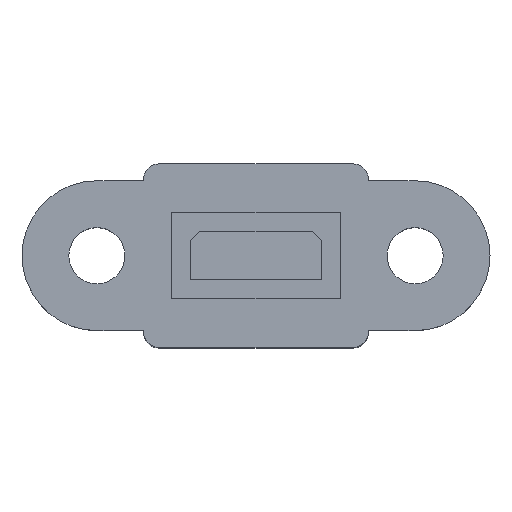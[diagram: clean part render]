
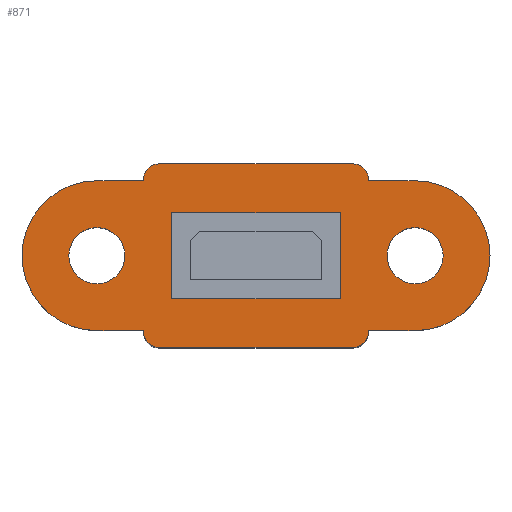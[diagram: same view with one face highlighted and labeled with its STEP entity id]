
A CAD part, top view. The second image highlights one B-rep face of the part: STEP entity #871.
In plain terms, the highlighted planar face has unit normal (0, 0, 1).
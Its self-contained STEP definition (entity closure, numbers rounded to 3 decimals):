
#22=FACE_BOUND('',#154,.T.);
#23=FACE_BOUND('',#155,.T.);
#24=FACE_BOUND('',#156,.T.);
#38=CIRCLE('',#932,4.);
#46=CIRCLE('',#946,1.5);
#47=CIRCLE('',#950,4.);
#49=CIRCLE('',#954,1.5);
#51=CIRCLE('',#958,0.8);
#52=CIRCLE('',#960,0.8);
#53=CIRCLE('',#961,0.8);
#54=CIRCLE('',#962,0.8);
#101=FACE_OUTER_BOUND('',#153,.T.);
#153=EDGE_LOOP('',(#686,#687,#688,#689,#690,#691,#692,#693,#694,#695,#696,
#697,#698,#699,#700,#701));
#154=EDGE_LOOP('',(#702,#703,#704,#705,#706,#707));
#155=EDGE_LOOP('',(#708));
#156=EDGE_LOOP('',(#709));
#179=LINE('',#1241,#271);
#183=LINE('',#1249,#275);
#186=LINE('',#1255,#278);
#189=LINE('',#1261,#281);
#192=LINE('',#1267,#284);
#195=LINE('',#1272,#287);
#204=LINE('',#1314,#296);
#208=LINE('',#1323,#300);
#216=LINE('',#1357,#308);
#219=LINE('',#1363,#311);
#221=LINE('',#1369,#313);
#225=LINE('',#1376,#317);
#229=LINE('',#1393,#321);
#230=LINE('',#1396,#322);
#231=LINE('',#1398,#323);
#232=LINE('',#1402,#324);
#271=VECTOR('',#989,10.);
#275=VECTOR('',#995,10.);
#278=VECTOR('',#1000,10.);
#281=VECTOR('',#1005,10.);
#284=VECTOR('',#1010,10.);
#287=VECTOR('',#1015,10.);
#296=VECTOR('',#1062,10.);
#300=VECTOR('',#1072,10.);
#308=VECTOR('',#1108,10.);
#311=VECTOR('',#1113,10.);
#313=VECTOR('',#1121,10.);
#317=VECTOR('',#1125,10.);
#321=VECTOR('',#1145,10.);
#322=VECTOR('',#1148,10.);
#323=VECTOR('',#1149,10.);
#324=VECTOR('',#1152,10.);
#363=VERTEX_POINT('',#1239);
#364=VERTEX_POINT('',#1240);
#367=VERTEX_POINT('',#1248);
#369=VERTEX_POINT('',#1254);
#371=VERTEX_POINT('',#1260);
#373=VERTEX_POINT('',#1266);
#387=VERTEX_POINT('',#1311);
#388=VERTEX_POINT('',#1313);
#389=VERTEX_POINT('',#1317);
#390=VERTEX_POINT('',#1321);
#400=VERTEX_POINT('',#1350);
#401=VERTEX_POINT('',#1354);
#402=VERTEX_POINT('',#1356);
#403=VERTEX_POINT('',#1360);
#404=VERTEX_POINT('',#1362);
#405=VERTEX_POINT('',#1368);
#408=VERTEX_POINT('',#1374);
#410=VERTEX_POINT('',#1380);
#412=VERTEX_POINT('',#1388);
#413=VERTEX_POINT('',#1392);
#414=VERTEX_POINT('',#1394);
#415=VERTEX_POINT('',#1397);
#416=VERTEX_POINT('',#1399);
#417=VERTEX_POINT('',#1401);
#443=EDGE_CURVE('',#363,#364,#179,.T.);
#447=EDGE_CURVE('',#367,#363,#183,.T.);
#450=EDGE_CURVE('',#369,#367,#186,.T.);
#453=EDGE_CURVE('',#371,#369,#189,.T.);
#456=EDGE_CURVE('',#373,#371,#192,.T.);
#459=EDGE_CURVE('',#364,#373,#195,.T.);
#478=EDGE_CURVE('',#388,#387,#204,.T.);
#481=EDGE_CURVE('',#387,#389,#38,.T.);
#483=EDGE_CURVE('',#389,#390,#208,.T.);
#497=EDGE_CURVE('',#400,#400,#46,.T.);
#499=EDGE_CURVE('',#401,#402,#216,.T.);
#502=EDGE_CURVE('',#403,#404,#219,.T.);
#504=EDGE_CURVE('',#404,#401,#47,.T.);
#505=EDGE_CURVE('',#402,#405,#221,.T.);
#509=EDGE_CURVE('',#408,#403,#225,.T.);
#512=EDGE_CURVE('',#410,#410,#49,.T.);
#516=EDGE_CURVE('',#412,#408,#51,.T.);
#517=EDGE_CURVE('',#413,#412,#229,.T.);
#518=EDGE_CURVE('',#414,#413,#52,.T.);
#519=EDGE_CURVE('',#388,#414,#230,.T.);
#520=EDGE_CURVE('',#415,#390,#231,.T.);
#521=EDGE_CURVE('',#416,#415,#53,.T.);
#522=EDGE_CURVE('',#417,#416,#232,.T.);
#523=EDGE_CURVE('',#405,#417,#54,.T.);
#686=ORIENTED_EDGE('',*,*,#516,.F.);
#687=ORIENTED_EDGE('',*,*,#517,.F.);
#688=ORIENTED_EDGE('',*,*,#518,.F.);
#689=ORIENTED_EDGE('',*,*,#519,.F.);
#690=ORIENTED_EDGE('',*,*,#478,.T.);
#691=ORIENTED_EDGE('',*,*,#481,.T.);
#692=ORIENTED_EDGE('',*,*,#483,.T.);
#693=ORIENTED_EDGE('',*,*,#520,.F.);
#694=ORIENTED_EDGE('',*,*,#521,.F.);
#695=ORIENTED_EDGE('',*,*,#522,.F.);
#696=ORIENTED_EDGE('',*,*,#523,.F.);
#697=ORIENTED_EDGE('',*,*,#505,.F.);
#698=ORIENTED_EDGE('',*,*,#499,.F.);
#699=ORIENTED_EDGE('',*,*,#504,.F.);
#700=ORIENTED_EDGE('',*,*,#502,.F.);
#701=ORIENTED_EDGE('',*,*,#509,.F.);
#702=ORIENTED_EDGE('',*,*,#443,.T.);
#703=ORIENTED_EDGE('',*,*,#459,.T.);
#704=ORIENTED_EDGE('',*,*,#456,.T.);
#705=ORIENTED_EDGE('',*,*,#453,.T.);
#706=ORIENTED_EDGE('',*,*,#450,.T.);
#707=ORIENTED_EDGE('',*,*,#447,.T.);
#708=ORIENTED_EDGE('',*,*,#497,.F.);
#709=ORIENTED_EDGE('',*,*,#512,.T.);
#825=PLANE('',#959);
#871=ADVANCED_FACE('',(#101,#22,#23,#24),#825,.T.);
#932=AXIS2_PLACEMENT_3D('',#1319,#1067,#1068);
#946=AXIS2_PLACEMENT_3D('',#1352,#1103,#1104);
#950=AXIS2_PLACEMENT_3D('',#1366,#1117,#1118);
#954=AXIS2_PLACEMENT_3D('',#1382,#1131,#1132);
#958=AXIS2_PLACEMENT_3D('',#1390,#1141,#1142);
#959=AXIS2_PLACEMENT_3D('',#1391,#1143,#1144);
#960=AXIS2_PLACEMENT_3D('',#1395,#1146,#1147);
#961=AXIS2_PLACEMENT_3D('',#1400,#1150,#1151);
#962=AXIS2_PLACEMENT_3D('',#1403,#1153,#1154);
#989=DIRECTION('',(-1.,0.,0.));
#995=DIRECTION('',(0.,-1.,0.));
#1000=DIRECTION('',(0.707,-0.707,0.));
#1005=DIRECTION('',(1.,0.,0.));
#1010=DIRECTION('',(0.707,0.707,0.));
#1015=DIRECTION('',(0.,1.,0.));
#1062=DIRECTION('',(-1.,0.,0.));
#1067=DIRECTION('center_axis',(0.,0.,1.));
#1068=DIRECTION('ref_axis',(0.,1.,0.));
#1072=DIRECTION('',(1.,0.,0.));
#1103=DIRECTION('center_axis',(0.,0.,1.));
#1104=DIRECTION('ref_axis',(-1.,0.,0.));
#1108=DIRECTION('',(-1.,0.,0.));
#1113=DIRECTION('',(1.,0.,0.));
#1117=DIRECTION('center_axis',(0.,0.,-1.));
#1118=DIRECTION('ref_axis',(0.,1.,0.));
#1121=DIRECTION('',(0.,-1.,0.));
#1125=DIRECTION('',(0.,-1.,0.));
#1131=DIRECTION('center_axis',(0.,0.,-1.));
#1132=DIRECTION('ref_axis',(1.,0.,0.));
#1141=DIRECTION('center_axis',(0.,0.,-1.));
#1142=DIRECTION('ref_axis',(0.707,0.707,0.));
#1143=DIRECTION('center_axis',(0.,0.,1.));
#1144=DIRECTION('ref_axis',(1.,0.,0.));
#1145=DIRECTION('',(1.,0.,0.));
#1146=DIRECTION('center_axis',(0.,0.,-1.));
#1147=DIRECTION('ref_axis',(-0.707,0.707,0.));
#1148=DIRECTION('',(0.,1.,0.));
#1149=DIRECTION('',(0.,1.,0.));
#1150=DIRECTION('center_axis',(0.,0.,-1.));
#1151=DIRECTION('ref_axis',(-0.707,-0.707,0.));
#1152=DIRECTION('',(-1.,0.,0.));
#1153=DIRECTION('center_axis',(0.,0.,-1.));
#1154=DIRECTION('ref_axis',(0.707,-0.707,0.));
#1239=CARTESIAN_POINT('',(3.5,-1.3,0.));
#1240=CARTESIAN_POINT('',(-3.5,-1.3,0.));
#1241=CARTESIAN_POINT('',(1.75,-1.3,0.));
#1248=CARTESIAN_POINT('',(3.5,0.8,0.));
#1249=CARTESIAN_POINT('',(3.5,0.4,0.));
#1254=CARTESIAN_POINT('',(3.,1.3,0.));
#1255=CARTESIAN_POINT('',(2.575,1.725,0.));
#1260=CARTESIAN_POINT('',(-3.,1.3,0.));
#1261=CARTESIAN_POINT('',(-1.5,1.3,0.));
#1266=CARTESIAN_POINT('',(-3.5,0.8,0.));
#1267=CARTESIAN_POINT('',(-2.825,1.475,0.));
#1272=CARTESIAN_POINT('',(-3.5,-0.65,0.));
#1311=CARTESIAN_POINT('',(-8.5,4.,0.));
#1313=CARTESIAN_POINT('',(-6.,4.,0.));
#1314=CARTESIAN_POINT('',(0.,4.,0.));
#1317=CARTESIAN_POINT('',(-8.5,-4.,0.));
#1319=CARTESIAN_POINT('Origin',(-8.5,0.,0.));
#1321=CARTESIAN_POINT('',(-6.,-4.,0.));
#1323=CARTESIAN_POINT('',(-8.5,-4.,0.));
#1350=CARTESIAN_POINT('',(10.,0.,0.));
#1352=CARTESIAN_POINT('Origin',(8.5,0.,0.));
#1354=CARTESIAN_POINT('',(8.5,-4.,0.));
#1356=CARTESIAN_POINT('',(6.,-4.,0.));
#1357=CARTESIAN_POINT('',(8.5,-4.,0.));
#1360=CARTESIAN_POINT('',(6.,4.,0.));
#1362=CARTESIAN_POINT('',(8.5,4.,0.));
#1363=CARTESIAN_POINT('',(0.,4.,0.));
#1366=CARTESIAN_POINT('Origin',(8.5,0.,0.));
#1368=CARTESIAN_POINT('',(6.,-4.1,0.));
#1369=CARTESIAN_POINT('',(6.,4.9,0.));
#1374=CARTESIAN_POINT('',(6.,4.1,0.));
#1376=CARTESIAN_POINT('',(6.,4.9,0.));
#1380=CARTESIAN_POINT('',(-10.,0.,0.));
#1382=CARTESIAN_POINT('Origin',(-8.5,0.,0.));
#1388=CARTESIAN_POINT('',(5.2,4.9,0.));
#1390=CARTESIAN_POINT('Origin',(5.2,4.1,0.));
#1391=CARTESIAN_POINT('Origin',(0.,0.,0.));
#1392=CARTESIAN_POINT('',(-5.2,4.9,0.));
#1393=CARTESIAN_POINT('',(-6.,4.9,0.));
#1394=CARTESIAN_POINT('',(-6.,4.1,0.));
#1395=CARTESIAN_POINT('Origin',(-5.2,4.1,0.));
#1396=CARTESIAN_POINT('',(-6.,-4.9,0.));
#1397=CARTESIAN_POINT('',(-6.,-4.1,0.));
#1398=CARTESIAN_POINT('',(-6.,-4.9,0.));
#1399=CARTESIAN_POINT('',(-5.2,-4.9,0.));
#1400=CARTESIAN_POINT('Origin',(-5.2,-4.1,0.));
#1401=CARTESIAN_POINT('',(5.2,-4.9,0.));
#1402=CARTESIAN_POINT('',(6.,-4.9,0.));
#1403=CARTESIAN_POINT('Origin',(5.2,-4.1,0.));
